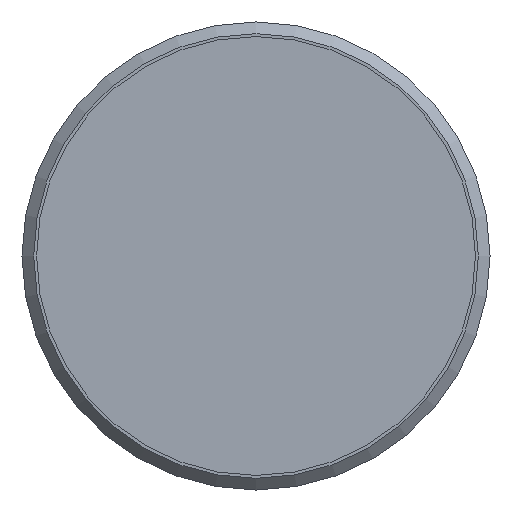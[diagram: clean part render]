
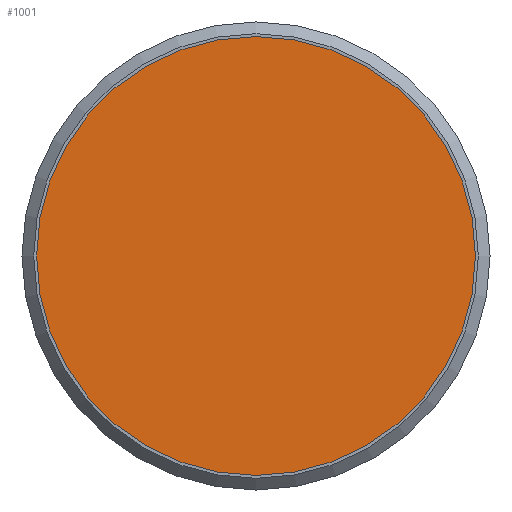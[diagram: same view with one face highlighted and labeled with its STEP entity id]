
A CAD part, front view. The second image highlights one B-rep face of the part: STEP entity #1001.
In plain terms, the highlighted planar face has unit normal (0, -1, 0).
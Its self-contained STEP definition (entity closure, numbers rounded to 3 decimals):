
#54=PLANE('',#1120);
#112=FACE_OUTER_BOUND('',#180,.T.);
#180=EDGE_LOOP('',(#829));
#232=CIRCLE('',#1121,15.);
#450=VERTEX_POINT('',#4869);
#579=EDGE_CURVE('',#450,#450,#232,.T.);
#829=ORIENTED_EDGE('',*,*,#579,.T.);
#1001=ADVANCED_FACE('',(#112),#54,.T.);
#1120=AXIS2_PLACEMENT_3D('',#4868,#1358,#1359);
#1121=AXIS2_PLACEMENT_3D('',#4870,#1360,#1361);
#1358=DIRECTION('center_axis',(0.,-1.,0.));
#1359=DIRECTION('ref_axis',(0.,0.,-1.));
#1360=DIRECTION('center_axis',(0.,-1.,0.));
#1361=DIRECTION('ref_axis',(1.,0.,0.));
#4868=CARTESIAN_POINT('Origin',(7.5,-24.,0.));
#4869=CARTESIAN_POINT('',(-15.,-24.,0.));
#4870=CARTESIAN_POINT('Origin',(0.,-24.,0.));
